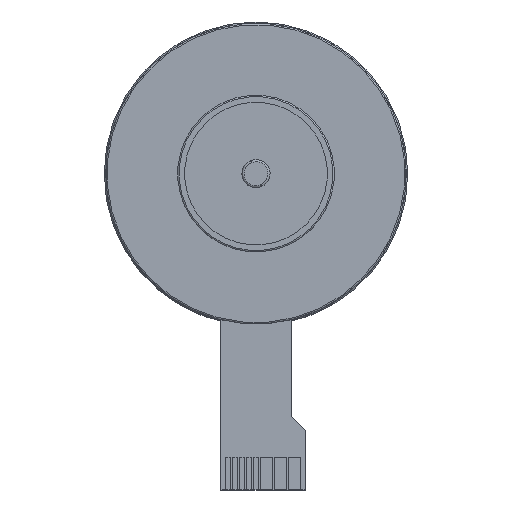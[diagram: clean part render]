
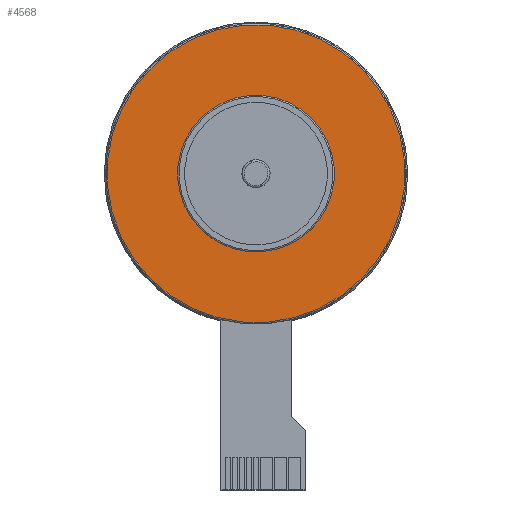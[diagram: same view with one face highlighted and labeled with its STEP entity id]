
A CAD part, top view. The second image highlights one B-rep face of the part: STEP entity #4568.
In plain terms, the highlighted face is planar.
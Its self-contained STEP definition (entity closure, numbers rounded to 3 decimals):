
#63 = CARTESIAN_POINT ( 'NONE',  ( 0., 21.2, 0. ) ) ;
#73 = DIRECTION ( 'NONE',  ( 0., 0., -1. ) ) ;
#92 = DIRECTION ( 'NONE',  ( 1., 0., 0. ) ) ;
#227 = EDGE_CURVE ( 'NONE', #1057, #4575, #2604, .T. ) ;
#266 = VERTEX_POINT ( 'NONE', #282 ) ;
#282 = CARTESIAN_POINT ( 'NONE',  ( 0., -21.2, 0. ) ) ;
#339 = AXIS2_PLACEMENT_3D ( 'NONE', #5172, #1186, #4752 ) ;
#398 = CIRCLE ( 'NONE', #5370, 11.15 ) ;
#720 = CARTESIAN_POINT ( 'NONE',  ( 0., 0., 0. ) ) ;
#735 = CARTESIAN_POINT ( 'NONE',  ( -11.15, 0., 0. ) ) ;
#989 = CARTESIAN_POINT ( 'NONE',  ( 11.15, 0., 0. ) ) ;
#1057 = VERTEX_POINT ( 'NONE', #989 ) ;
#1059 = DIRECTION ( 'NONE',  ( 0., -1., 0. ) ) ;
#1068 = DIRECTION ( 'NONE',  ( 0., 0., -1. ) ) ;
#1186 = DIRECTION ( 'NONE',  ( 0., 0., 1. ) ) ;
#1207 = EDGE_LOOP ( 'NONE', ( #3521, #4487 ) ) ;
#1382 = DIRECTION ( 'NONE',  ( 0., -1., 0. ) ) ;
#1404 = AXIS2_PLACEMENT_3D ( 'NONE', #720, #1068, #2033 ) ;
#1789 = CARTESIAN_POINT ( 'NONE',  ( 0., 0., 0. ) ) ;
#2032 = CIRCLE ( 'NONE', #2206, 21.2 ) ;
#2033 = DIRECTION ( 'NONE',  ( 1., 0., 0. ) ) ;
#2137 = EDGE_CURVE ( 'NONE', #4575, #1057, #398, .T. ) ;
#2206 = AXIS2_PLACEMENT_3D ( 'NONE', #2313, #2820, #1059 ) ;
#2313 = CARTESIAN_POINT ( 'NONE',  ( 0., 0., 0. ) ) ;
#2604 = CIRCLE ( 'NONE', #1404, 11.15 ) ;
#2750 = CARTESIAN_POINT ( 'NONE',  ( 0., 0., 0. ) ) ;
#2820 = DIRECTION ( 'NONE',  ( 0., 0., 1. ) ) ;
#2975 = FACE_BOUND ( 'NONE', #1207, .T. ) ;
#3521 = ORIENTED_EDGE ( 'NONE', *, *, #227, .F. ) ;
#3736 = ORIENTED_EDGE ( 'NONE', *, *, #5046, .F. ) ;
#3756 = ORIENTED_EDGE ( 'NONE', *, *, #5530, .F. ) ;
#4487 = ORIENTED_EDGE ( 'NONE', *, *, #2137, .F. ) ;
#4488 = FACE_OUTER_BOUND ( 'NONE', #4920, .T. ) ;
#4568 = ADVANCED_FACE ( 'NONE', ( #4488, #2975 ), #5222, .F. ) ;
#4575 = VERTEX_POINT ( 'NONE', #735 ) ;
#4752 = DIRECTION ( 'NONE',  ( 1., 0., 0. ) ) ;
#4920 = EDGE_LOOP ( 'NONE', ( #3756, #3736 ) ) ;
#5017 = AXIS2_PLACEMENT_3D ( 'NONE', #1789, #5335, #1382 ) ;
#5044 = CIRCLE ( 'NONE', #5017, 21.2 ) ;
#5046 = EDGE_CURVE ( 'NONE', #5489, #266, #5044, .T. ) ;
#5172 = CARTESIAN_POINT ( 'NONE',  ( 0., 0., 0. ) ) ;
#5222 = PLANE ( 'NONE',  #339 ) ;
#5335 = DIRECTION ( 'NONE',  ( 0., 0., 1. ) ) ;
#5370 = AXIS2_PLACEMENT_3D ( 'NONE', #2750, #73, #92 ) ;
#5489 = VERTEX_POINT ( 'NONE', #63 ) ;
#5530 = EDGE_CURVE ( 'NONE', #266, #5489, #2032, .T. ) ;
